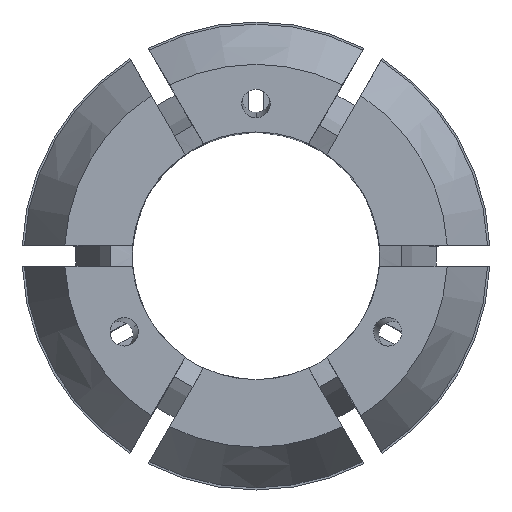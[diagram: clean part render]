
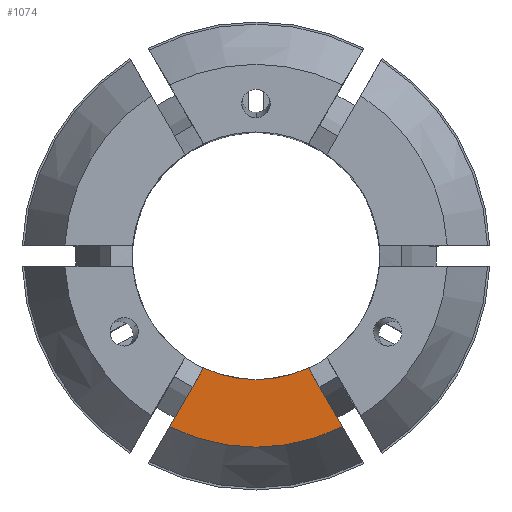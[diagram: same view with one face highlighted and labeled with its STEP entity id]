
A CAD part, top view. The second image highlights one B-rep face of the part: STEP entity #1074.
In plain terms, the highlighted planar face has unit normal (0, 0, 1).
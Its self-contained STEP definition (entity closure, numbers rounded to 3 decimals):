
#3 = CARTESIAN_POINT ( 'NONE',  ( 3.7, -7.909, 40. ) ) ;
#93 = VERTEX_POINT ( 'NONE', #3 ) ;
#284 = CIRCLE ( 'NONE', #2476, 8.731 ) ;
#302 = CARTESIAN_POINT ( 'NONE',  ( 6.09, -12.048, 40. ) ) ;
#393 = DIRECTION ( 'NONE',  ( 1., 0., 0. ) ) ;
#461 = ORIENTED_EDGE ( 'NONE', *, *, #2695, .F. ) ;
#486 = VERTEX_POINT ( 'NONE', #1358 ) ;
#762 = DIRECTION ( 'NONE',  ( -1., 0., 0. ) ) ;
#812 = LINE ( 'NONE', #2421, #1764 ) ;
#814 = DIRECTION ( 'NONE',  ( 0., 0., -1. ) ) ;
#983 = DIRECTION ( 'NONE',  ( -0.5, -0.866, 0. ) ) ;
#1074 = ADVANCED_FACE ( 'NONE', ( #2528 ), #3875, .T. ) ;
#1321 = CARTESIAN_POINT ( 'NONE',  ( -6.495, 9.75, 40. ) ) ;
#1355 = VECTOR ( 'NONE', #3244, 1000. ) ;
#1358 = CARTESIAN_POINT ( 'NONE',  ( -3.7, -7.909, 40. ) ) ;
#1396 = AXIS2_PLACEMENT_3D ( 'NONE', #2581, #3219, #393 ) ;
#1496 = DIRECTION ( 'NONE',  ( 1., 0., 0. ) ) ;
#1764 = VECTOR ( 'NONE', #983, 1000. ) ;
#1879 = EDGE_CURVE ( 'NONE', #93, #2541, #3335, .T. ) ;
#2107 = CARTESIAN_POINT ( 'NONE',  ( -6.09, -12.048, 40. ) ) ;
#2166 = CIRCLE ( 'NONE', #2729, 13.499 ) ;
#2419 = EDGE_CURVE ( 'NONE', #486, #3410, #812, .T. ) ;
#2421 = CARTESIAN_POINT ( 'NONE',  ( 6.495, 9.75, 40. ) ) ;
#2476 = AXIS2_PLACEMENT_3D ( 'NONE', #2503, #3397, #1496 ) ;
#2487 = ORIENTED_EDGE ( 'NONE', *, *, #2530, .F. ) ;
#2503 = CARTESIAN_POINT ( 'NONE',  ( 0., 0., 40. ) ) ;
#2528 = FACE_OUTER_BOUND ( 'NONE', #3405, .T. ) ;
#2530 = EDGE_CURVE ( 'NONE', #486, #93, #284, .T. ) ;
#2541 = VERTEX_POINT ( 'NONE', #302 ) ;
#2581 = CARTESIAN_POINT ( 'NONE',  ( 0., 13.499, 40. ) ) ;
#2695 = EDGE_CURVE ( 'NONE', #2541, #3410, #2166, .T. ) ;
#2729 = AXIS2_PLACEMENT_3D ( 'NONE', #4017, #814, #762 ) ;
#3219 = DIRECTION ( 'NONE',  ( 0., 0., 1. ) ) ;
#3244 = DIRECTION ( 'NONE',  ( 0.5, -0.866, 0. ) ) ;
#3298 = ORIENTED_EDGE ( 'NONE', *, *, #2419, .T. ) ;
#3335 = LINE ( 'NONE', #1321, #1355 ) ;
#3397 = DIRECTION ( 'NONE',  ( 0., 0., 1. ) ) ;
#3405 = EDGE_LOOP ( 'NONE', ( #2487, #3298, #461, #3666 ) ) ;
#3410 = VERTEX_POINT ( 'NONE', #2107 ) ;
#3666 = ORIENTED_EDGE ( 'NONE', *, *, #1879, .F. ) ;
#3875 = PLANE ( 'NONE',  #1396 ) ;
#4017 = CARTESIAN_POINT ( 'NONE',  ( 0., 0., 40. ) ) ;
